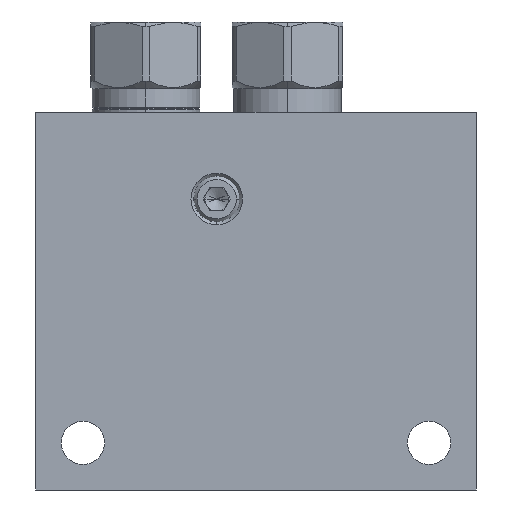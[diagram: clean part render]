
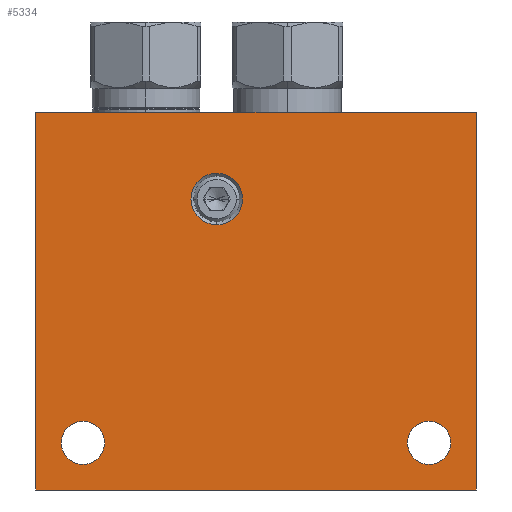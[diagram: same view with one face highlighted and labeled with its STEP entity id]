
A CAD part, front view. The second image highlights one B-rep face of the part: STEP entity #5334.
In plain terms, the highlighted planar face has unit normal (0, -1, 0).
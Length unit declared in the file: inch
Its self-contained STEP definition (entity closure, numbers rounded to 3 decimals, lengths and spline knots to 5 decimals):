
#5=DIRECTION('',(1.,0.,0.));
#6=VECTOR('',#5,3.5);
#7=CARTESIAN_POINT('',(0.,-3.,0.));
#8=LINE('',#7,#6);
#85=DIRECTION('',(0.,0.,1.));
#86=VECTOR('',#85,3.);
#87=CARTESIAN_POINT('',(3.5,-3.,0.));
#88=LINE('',#87,#86);
#129=DIRECTION('',(0.,0.,1.));
#130=VECTOR('',#129,3.);
#131=CARTESIAN_POINT('',(0.,-3.,0.));
#132=LINE('',#131,#130);
#133=CARTESIAN_POINT('',(3.125,-3.,0.375));
#134=DIRECTION('',(0.,1.,0.));
#135=DIRECTION('',(0.,0.,-1.));
#136=AXIS2_PLACEMENT_3D('',#133,#134,#135);
#138=CARTESIAN_POINT('',(3.125,-3.,0.375));
#139=DIRECTION('',(0.,1.,0.));
#140=DIRECTION('',(0.,0.,1.));
#141=AXIS2_PLACEMENT_3D('',#138,#139,#140);
#143=CARTESIAN_POINT('',(0.375,-3.,0.375));
#144=DIRECTION('',(0.,1.,0.));
#145=DIRECTION('',(0.,0.,-1.));
#146=AXIS2_PLACEMENT_3D('',#143,#144,#145);
#148=CARTESIAN_POINT('',(0.375,-3.,0.375));
#149=DIRECTION('',(0.,1.,0.));
#150=DIRECTION('',(0.,0.,1.));
#151=AXIS2_PLACEMENT_3D('',#148,#149,#150);
#153=CARTESIAN_POINT('',(1.438,-3.,2.312));
#154=DIRECTION('',(0.,1.,0.));
#155=DIRECTION('',(0.,0.,-1.));
#156=AXIS2_PLACEMENT_3D('',#153,#154,#155);
#158=CARTESIAN_POINT('',(1.438,-3.,2.312));
#159=DIRECTION('',(0.,1.,0.));
#160=DIRECTION('',(0.,0.,1.));
#161=AXIS2_PLACEMENT_3D('',#158,#159,#160);
#175=DIRECTION('',(1.,0.,0.));
#176=VECTOR('',#175,3.5);
#177=CARTESIAN_POINT('',(0.,-3.,3.));
#178=LINE('',#177,#176);
#4563=CARTESIAN_POINT('',(0.,-3.,0.));
#4565=VERTEX_POINT('',#4563);
#4566=CARTESIAN_POINT('',(3.5,-3.,0.));
#4567=VERTEX_POINT('',#4566);
#4571=CARTESIAN_POINT('',(0.,-3.,3.));
#4573=VERTEX_POINT('',#4571);
#4574=CARTESIAN_POINT('',(3.5,-3.,3.));
#4575=VERTEX_POINT('',#4574);
#5069=CARTESIAN_POINT('',(3.125,-3.,0.203));
#5070=CARTESIAN_POINT('',(3.125,-3.,0.547));
#5071=VERTEX_POINT('',#5069);
#5072=VERTEX_POINT('',#5070);
#5081=CARTESIAN_POINT('',(0.375,-3.,0.203));
#5082=CARTESIAN_POINT('',(0.375,-3.,0.547));
#5083=VERTEX_POINT('',#5081);
#5084=VERTEX_POINT('',#5082);
#5135=CARTESIAN_POINT('',(1.438,-3.,2.107));
#5136=CARTESIAN_POINT('',(1.438,-3.,2.517));
#5137=VERTEX_POINT('',#5135);
#5138=VERTEX_POINT('',#5136);
#5304=CARTESIAN_POINT('',(0.,-3.,0.));
#5305=DIRECTION('',(0.,-1.,0.));
#5306=DIRECTION('',(1.,0.,0.));
#5307=AXIS2_PLACEMENT_3D('',#5304,#5305,#5306);
#5308=PLANE('',#5307);
#5309=ORIENTED_EDGE('',*,*,#5192,.F.);
#5310=ORIENTED_EDGE('',*,*,#5217,.T.);
#5312=ORIENTED_EDGE('',*,*,#5311,.T.);
#5313=ORIENTED_EDGE('',*,*,#5272,.F.);
#5314=EDGE_LOOP('',(#5309,#5310,#5312,#5313));
#5315=FACE_OUTER_BOUND('',#5314,.F.);
#5317=ORIENTED_EDGE('',*,*,#5316,.F.);
#5319=ORIENTED_EDGE('',*,*,#5318,.F.);
#5320=EDGE_LOOP('',(#5317,#5319));
#5321=FACE_BOUND('',#5320,.F.);
#5323=ORIENTED_EDGE('',*,*,#5322,.F.);
#5325=ORIENTED_EDGE('',*,*,#5324,.F.);
#5326=EDGE_LOOP('',(#5323,#5325));
#5327=FACE_BOUND('',#5326,.F.);
#5329=ORIENTED_EDGE('',*,*,#5328,.F.);
#5331=ORIENTED_EDGE('',*,*,#5330,.F.);
#5332=EDGE_LOOP('',(#5329,#5331));
#5333=FACE_BOUND('',#5332,.F.);
#5334=ADVANCED_FACE('',(#5315,#5321,#5327,#5333),#5308,.T.);
#137=CIRCLE('',#136,0.172);
#142=CIRCLE('',#141,0.172);
#147=CIRCLE('',#146,0.172);
#152=CIRCLE('',#151,0.172);
#157=CIRCLE('',#156,0.205);
#162=CIRCLE('',#161,0.205);
#5192=EDGE_CURVE('',#4565,#4567,#8,.T.);
#5217=EDGE_CURVE('',#4565,#4573,#132,.T.);
#5272=EDGE_CURVE('',#4567,#4575,#88,.T.);
#5311=EDGE_CURVE('',#4573,#4575,#178,.T.);
#5316=EDGE_CURVE('',#5071,#5072,#137,.T.);
#5318=EDGE_CURVE('',#5072,#5071,#142,.T.);
#5322=EDGE_CURVE('',#5083,#5084,#147,.T.);
#5324=EDGE_CURVE('',#5084,#5083,#152,.T.);
#5328=EDGE_CURVE('',#5137,#5138,#157,.T.);
#5330=EDGE_CURVE('',#5138,#5137,#162,.T.);
